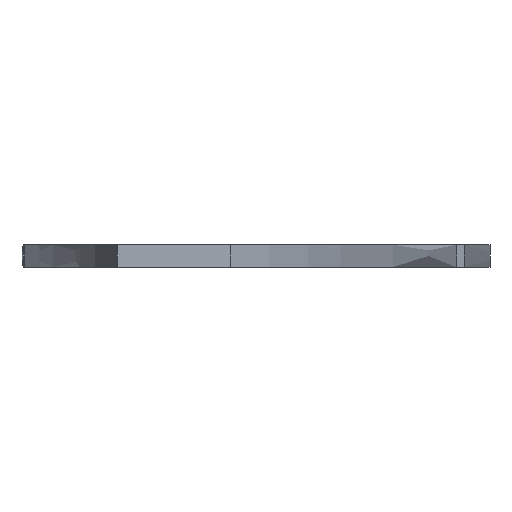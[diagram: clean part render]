
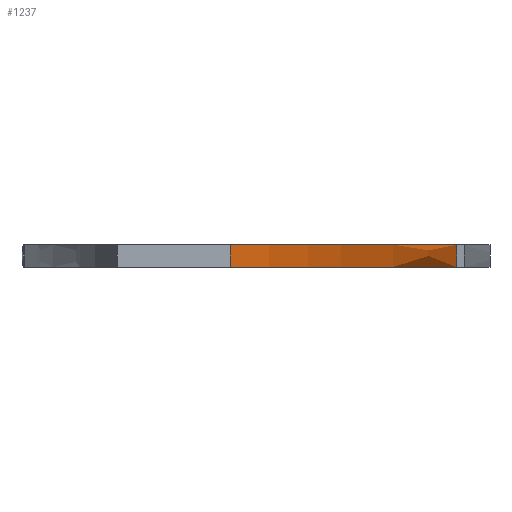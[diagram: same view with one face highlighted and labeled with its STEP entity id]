
A CAD part, left-side view. The second image highlights one B-rep face of the part: STEP entity #1237.
In plain terms, the highlighted face is a extrusion surface.
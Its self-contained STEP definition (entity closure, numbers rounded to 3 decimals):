
#40=CARTESIAN_POINT('Vertex',(7.472,-18.676,3.)) ;
#56=CARTESIAN_POINT('Vertex',(7.472,-18.676,0.)) ;
#59=CARTESIAN_POINT('Line Origine',(7.472,-18.676,1.5)) ;
#1156=CARTESIAN_POINT('Vertex',(99.069,-48.783,3.)) ;
#1159=CARTESIAN_POINT('Line Origine',(99.069,-48.783,1.5)) ;
#1163=CARTESIAN_POINT('Vertex',(99.069,-48.783,0.)) ;
#1179=CARTESIAN_POINT('Control Point',(7.472,-18.676,0.)) ;
#1180=CARTESIAN_POINT('Control Point',(8.514,-19.616,0.)) ;
#1181=CARTESIAN_POINT('Control Point',(9.6,-20.502,0.)) ;
#1182=CARTESIAN_POINT('Control Point',(10.718,-21.345,0.)) ;
#1183=CARTESIAN_POINT('Control Point',(15.678,-24.839,0.)) ;
#1184=CARTESIAN_POINT('Control Point',(21.038,-27.729,0.)) ;
#1185=CARTESIAN_POINT('Control Point',(25.149,-29.704,0.)) ;
#1186=CARTESIAN_POINT('Control Point',(37.514,-35.001,0.)) ;
#1187=CARTESIAN_POINT('Control Point',(50.363,-39.048,0.)) ;
#1188=CARTESIAN_POINT('Control Point',(58.765,-41.316,0.)) ;
#1189=CARTESIAN_POINT('Control Point',(71.904,-44.339,0.)) ;
#1190=CARTESIAN_POINT('Control Point',(85.171,-46.717,0.)) ;
#1191=CARTESIAN_POINT('Control Point',(89.796,-47.472,0.)) ;
#1192=CARTESIAN_POINT('Control Point',(94.429,-48.159,0.)) ;
#1193=CARTESIAN_POINT('Control Point',(99.069,-48.783,0.)) ;
#1198=CARTESIAN_POINT('Control Point',(7.472,-18.676,3.)) ;
#1199=CARTESIAN_POINT('Control Point',(8.514,-19.616,3.)) ;
#1200=CARTESIAN_POINT('Control Point',(9.6,-20.502,3.)) ;
#1201=CARTESIAN_POINT('Control Point',(10.718,-21.345,3.)) ;
#1202=CARTESIAN_POINT('Control Point',(15.678,-24.839,3.)) ;
#1203=CARTESIAN_POINT('Control Point',(21.038,-27.729,3.)) ;
#1204=CARTESIAN_POINT('Control Point',(25.149,-29.704,3.)) ;
#1205=CARTESIAN_POINT('Control Point',(37.514,-35.001,3.)) ;
#1206=CARTESIAN_POINT('Control Point',(50.363,-39.048,3.)) ;
#1207=CARTESIAN_POINT('Control Point',(58.765,-41.316,3.)) ;
#1208=CARTESIAN_POINT('Control Point',(71.904,-44.339,3.)) ;
#1209=CARTESIAN_POINT('Control Point',(85.171,-46.717,3.)) ;
#1210=CARTESIAN_POINT('Control Point',(89.796,-47.472,3.)) ;
#1211=CARTESIAN_POINT('Control Point',(94.429,-48.159,3.)) ;
#1212=CARTESIAN_POINT('Control Point',(99.069,-48.783,3.)) ;
#1215=CARTESIAN_POINT('Control Point',(7.472,-18.676,0.)) ;
#1216=CARTESIAN_POINT('Control Point',(8.514,-19.616,0.)) ;
#1217=CARTESIAN_POINT('Control Point',(9.6,-20.502,0.)) ;
#1218=CARTESIAN_POINT('Control Point',(10.718,-21.345,0.)) ;
#1219=CARTESIAN_POINT('Control Point',(15.678,-24.839,0.)) ;
#1220=CARTESIAN_POINT('Control Point',(21.038,-27.729,0.)) ;
#1221=CARTESIAN_POINT('Control Point',(25.149,-29.704,0.)) ;
#1222=CARTESIAN_POINT('Control Point',(37.514,-35.001,0.)) ;
#1223=CARTESIAN_POINT('Control Point',(50.363,-39.048,0.)) ;
#1224=CARTESIAN_POINT('Control Point',(58.765,-41.316,0.)) ;
#1225=CARTESIAN_POINT('Control Point',(71.904,-44.339,0.)) ;
#1226=CARTESIAN_POINT('Control Point',(85.171,-46.717,0.)) ;
#1227=CARTESIAN_POINT('Control Point',(89.796,-47.472,0.)) ;
#1228=CARTESIAN_POINT('Control Point',(94.429,-48.159,0.)) ;
#1229=CARTESIAN_POINT('Control Point',(99.069,-48.783,0.)) ;
#61=VECTOR('Line Direction',#60,1.) ;
#1161=VECTOR('Line Direction',#1160,1.) ;
#1195=VECTOR('Extrusion Surface Vector',#1194,1.) ;
#60=DIRECTION('Vector Direction',(0.,0.,1.)) ;
#1160=DIRECTION('Vector Direction',(0.,0.,1.)) ;
#1194=DIRECTION('Vector Direction',(0.,0.,1.)) ;
#62=LINE('Line',#59,#61) ;
#1162=LINE('Line',#1159,#1161) ;
#63=EDGE_CURVE('',#57,#41,#62,.T.) ;
#1165=EDGE_CURVE('',#1164,#1157,#1162,.T.) ;
#1213=EDGE_CURVE('',#1157,#41,#1197,.F.) ;
#1230=EDGE_CURVE('',#1164,#57,#1214,.F.) ;
#1232=ORIENTED_EDGE('',*,*,#1213,.T.) ;
#1233=ORIENTED_EDGE('',*,*,#63,.F.) ;
#1234=ORIENTED_EDGE('',*,*,#1230,.F.) ;
#1235=ORIENTED_EDGE('',*,*,#1165,.T.) ;
#1231=EDGE_LOOP('',(#1232,#1233,#1234,#1235)) ;
#41=VERTEX_POINT('',#40) ;
#57=VERTEX_POINT('',#56) ;
#1157=VERTEX_POINT('',#1156) ;
#1164=VERTEX_POINT('',#1163) ;
#1237=ADVANCED_FACE('PartBody',(#1236),#1196,.T.) ;
#1178=B_SPLINE_CURVE_WITH_KNOTS('',5,(#1179,#1180,#1181,#1182,#1183,#1184,#1185,#1186,#1187,#1188,#1189,#1190,#1191,#1192,#1193),.UNSPECIFIED.,.F.,.U.,(6,3,3,3,6),(0.,7.038,30.279,74.157,97.56),.UNSPECIFIED.) ;
#1197=B_SPLINE_CURVE_WITH_KNOTS('',5,(#1198,#1199,#1200,#1201,#1202,#1203,#1204,#1205,#1206,#1207,#1208,#1209,#1210,#1211,#1212),.UNSPECIFIED.,.F.,.U.,(6,3,3,3,6),(500000.,500007.048,500030.324,500074.265,500097.703),.UNSPECIFIED.) ;
#1214=B_SPLINE_CURVE_WITH_KNOTS('',5,(#1215,#1216,#1217,#1218,#1219,#1220,#1221,#1222,#1223,#1224,#1225,#1226,#1227,#1228,#1229),.UNSPECIFIED.,.F.,.U.,(6,3,3,3,6),(500000.,500007.048,500030.324,500074.265,500097.703),.UNSPECIFIED.) ;
#1236=FACE_OUTER_BOUND('',#1231,.T.) ;
#1196=SURFACE_OF_LINEAR_EXTRUSION('generated tabulated cylinder',#1178,#1195) ;
